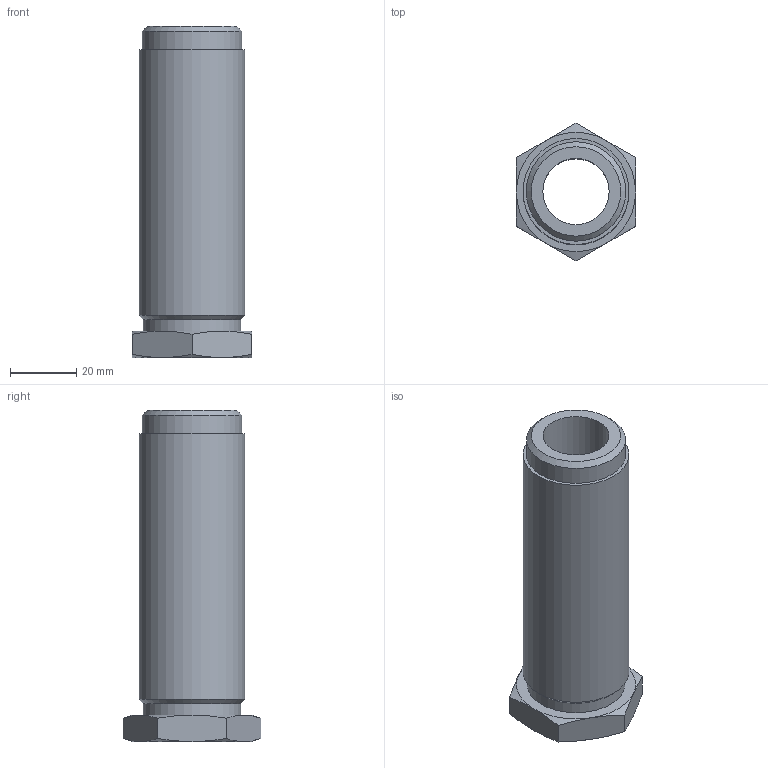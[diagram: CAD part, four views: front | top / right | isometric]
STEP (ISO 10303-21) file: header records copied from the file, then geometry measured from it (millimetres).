
FILE_DESCRIPTION(/* description */ (''),/* implementation_level */ '2;1');
FILE_NAME(/* name */ '10408_KriTec_Bodenhuelse_M32x1_5_SW36_Gewindelaenge_100mm_Stahl_verzinkt.stp',/* time_stamp */ '2015-06-23T13:27:44+02:00',/* author */ ('kostic'),/* organization */ (''),/* preprocessor_version */ 'ST-DEVELOPER v15.2',/* originating_system */ 'Autodesk Inventor 2014',/* authorisation */ '');
FILE_SCHEMA (('CONFIG_CONTROL_DESIGN'));
Length unit declared in the file: millimetre
Products named in the file (1): 10408_KriTec_Bodenhuelse_M32x1_5_SW36_Gewindelaenge_100mm_Stahl_verzi
nkt
Bounding box: 36 x 41.57 x 100 mm (x, y, z)
Volume: 50212 mm3; surface area: 18086.7 mm2
Topology: 1 solids, 1 shells, 28 faces, 58 edges, 34 vertices
Faces by surface type: cone 14, plane 10, cylinder 4
Full cylindrical faces by diameter (mm): 20 x1, 29.5 x1, 30 x1, 32 x1
Entity records: 696 total; most frequent: CARTESIAN_POINT 161, DIRECTION 106, ORIENTED_EDGE 102, EDGE_CURVE 51, AXIS2_PLACEMENT_3D 50, EDGE_LOOP 38, VERTEX_POINT 33, ADVANCED_FACE 28
